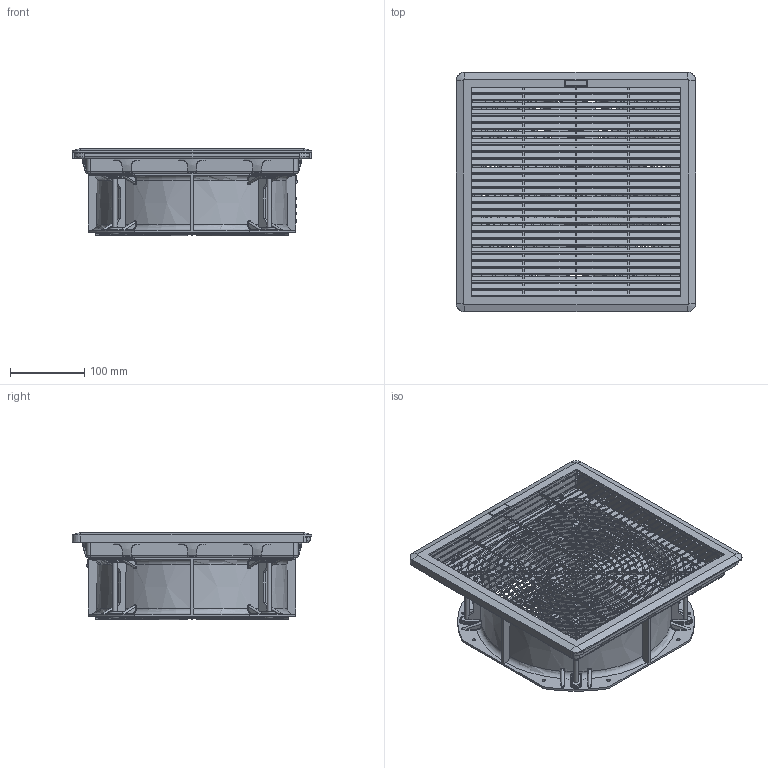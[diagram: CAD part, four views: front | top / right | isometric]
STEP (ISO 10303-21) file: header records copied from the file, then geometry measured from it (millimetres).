
FILE_DESCRIPTION(/* description */ (''),/* implementation_level */ '2;1');
FILE_NAME(/* name */ 'NLV-310X.step',/* time_stamp */ '2022-06-16T11:46:43+03:00',/* author */ (''),/* organization */ (''),/* preprocessor_version */ 'ST-DEVELOPER v19',/* originating_system */ 'Autodesk Translation Framework v11.7.0.108',/* authorisation */ '');
FILE_SCHEMA (('AUTOMOTIVE_DESIGN { 1 0 10303 214 3 1 1 }'));
Products named in the file (13): NLV(300-250-200-150-100)_СБ; NLV-310X_CБ; 280 fan; решетка 280; Adels-Contact_21721; NLV _ защелка; NLV-300_Корпус; ЛОГО; NLV-300_Крышка; Rivet JB_T 10582-2006-3 X 12; AS 1427 - M6 x 75(6) I; NLF-300 - Пластина верхняя-
02 (под клемму); NLF-300 - Пластина верхняя-
01
Assembly tree (35 placements, depth 3):
  NLV(300-250-200-150-100)_СБ
    NLV-310X_CБ
      280 fan
      решетка 280
      AS 1427 - M6 x 75(6) I  x4
      Adels-Contact_21721
      NLV _ защелка  x12
      NLV-300_Корпус
      ЛОГО
      NLV-300_Крышка
      Rivet JB_T 10582-2006-3 X 12  x8
      NLF-300 - Пластина верхняя-
02 (под клемму)
      NLF-300 - Пластина верхняя-
01  x3
Bounding box: 324 x 323.78 x 118.13 mm (x, y, z)
Volume: 1380550.4 mm3; surface area: 964587.6 mm2
Topology: 61 solids, 65 shells, 4463 faces, 12336 edges, 7918 vertices
Faces by surface type: plane 2221, cylinder 1260, bspline 510, torus 310, cone 136, sphere 26
Full cylindrical faces by diameter (mm): 1.5 x12, 2 x8, 2.5 x1, 3 x26, 3.3 x8, 3.5 x5, 3.74 x16, 3.9 x8, 4 x2, 4.252 x3, 4.3 x16, 4.74 x16, 5.2 x2, 5.3 x8, 5.386 x4, 5.5 x48, 6 x4, 6.5 x6, 7 x4, 7.8 x1, 8.5 x4, 10.5 x3, 15 x1, 80 x1, 88 x1, 91 x1, 252.2 x1
Entity records: 194595 total; most frequent: CARTESIAN_POINT 93272, ORIENTED_EDGE 21570, DIRECTION 19962, EDGE_CURVE 10785, VERTEX_POINT 6892, AXIS2_PLACEMENT_3D 6794, LINE 6374, VECTOR 6374
